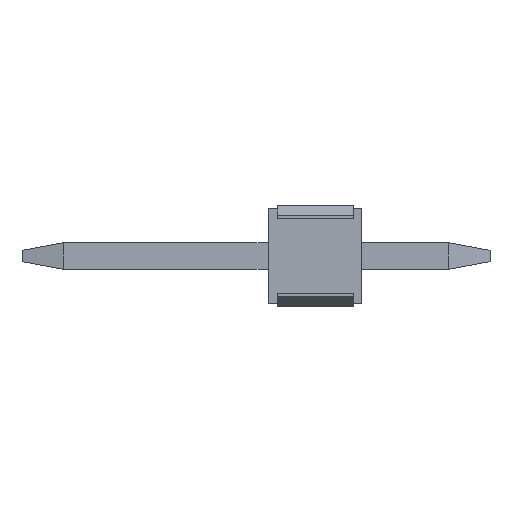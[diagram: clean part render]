
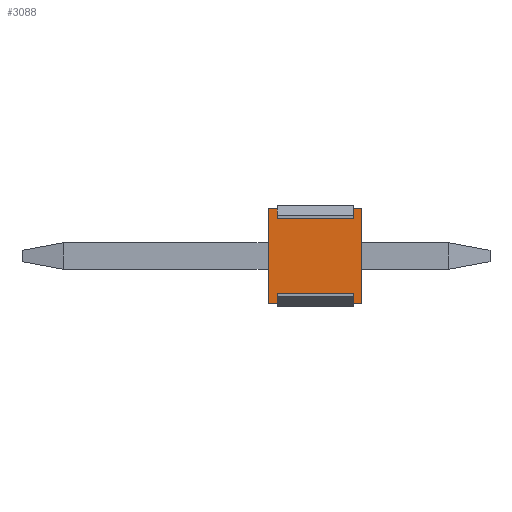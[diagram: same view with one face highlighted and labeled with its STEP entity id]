
A CAD part, left-side view. The second image highlights one B-rep face of the part: STEP entity #3088.
In plain terms, the highlighted planar face has unit normal (-1, 0, 0).
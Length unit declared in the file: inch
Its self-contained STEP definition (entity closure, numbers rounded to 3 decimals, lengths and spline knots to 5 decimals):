
#601=DIRECTION('',(0.,0.,1.));
#602=VECTOR('',#601,0.01);
#603=CARTESIAN_POINT('',(-0.1375,0.037,-0.046));
#604=LINE('',#603,#602);
#605=DIRECTION('',(0.,-1.,0.));
#606=VECTOR('',#605,0.008);
#607=CARTESIAN_POINT('',(-0.1375,0.045,-0.046));
#608=LINE('',#607,#606);
#609=DIRECTION('',(0.,0.,-1.));
#610=VECTOR('',#609,0.092);
#611=CARTESIAN_POINT('',(-0.1375,0.045,0.046));
#612=LINE('',#611,#610);
#613=DIRECTION('',(0.,1.,0.));
#614=VECTOR('',#613,0.008);
#615=CARTESIAN_POINT('',(-0.1375,0.037,0.046));
#616=LINE('',#615,#614);
#617=DIRECTION('',(0.,0.,1.));
#618=VECTOR('',#617,0.01);
#619=CARTESIAN_POINT('',(-0.1375,0.037,0.036));
#620=LINE('',#619,#618);
#621=DIRECTION('',(0.,-1.,0.));
#622=VECTOR('',#621,0.074);
#623=CARTESIAN_POINT('',(-0.1375,0.037,0.036));
#624=LINE('',#623,#622);
#625=DIRECTION('',(0.,0.,1.));
#626=VECTOR('',#625,0.01);
#627=CARTESIAN_POINT('',(-0.1375,-0.037,0.036));
#628=LINE('',#627,#626);
#629=DIRECTION('',(0.,1.,0.));
#630=VECTOR('',#629,0.008);
#631=CARTESIAN_POINT('',(-0.1375,-0.045,0.046));
#632=LINE('',#631,#630);
#633=DIRECTION('',(0.,0.,1.));
#634=VECTOR('',#633,0.092);
#635=CARTESIAN_POINT('',(-0.1375,-0.045,-0.046));
#636=LINE('',#635,#634);
#637=DIRECTION('',(0.,-1.,0.));
#638=VECTOR('',#637,0.008);
#639=CARTESIAN_POINT('',(-0.1375,-0.037,-0.046));
#640=LINE('',#639,#638);
#641=DIRECTION('',(0.,0.,1.));
#642=VECTOR('',#641,0.01);
#643=CARTESIAN_POINT('',(-0.1375,-0.037,-0.046));
#644=LINE('',#643,#642);
#645=DIRECTION('',(0.,-1.,0.));
#646=VECTOR('',#645,0.074);
#647=CARTESIAN_POINT('',(-0.1375,0.037,-0.036));
#648=LINE('',#647,#646);
#1745=CARTESIAN_POINT('',(-0.1375,0.045,0.046));
#1746=CARTESIAN_POINT('',(-0.1375,0.045,-0.046));
#1747=VERTEX_POINT('',#1745);
#1748=VERTEX_POINT('',#1746);
#1749=CARTESIAN_POINT('',(-0.1375,-0.045,-0.046));
#1750=CARTESIAN_POINT('',(-0.1375,-0.045,0.046));
#1751=VERTEX_POINT('',#1749);
#1752=VERTEX_POINT('',#1750);
#1753=CARTESIAN_POINT('',(-0.1375,0.037,-0.036));
#1755=VERTEX_POINT('',#1753);
#1761=CARTESIAN_POINT('',(-0.1375,-0.037,-0.036));
#1763=VERTEX_POINT('',#1761);
#1905=CARTESIAN_POINT('',(-0.1375,0.037,-0.046));
#1906=VERTEX_POINT('',#1905);
#1907=CARTESIAN_POINT('',(-0.1375,0.037,0.036));
#1908=CARTESIAN_POINT('',(-0.1375,0.037,0.046));
#1909=VERTEX_POINT('',#1907);
#1910=VERTEX_POINT('',#1908);
#1911=CARTESIAN_POINT('',(-0.1375,-0.037,-0.046));
#1912=VERTEX_POINT('',#1911);
#1913=CARTESIAN_POINT('',(-0.1375,-0.037,0.036));
#1914=CARTESIAN_POINT('',(-0.1375,-0.037,0.046));
#1915=VERTEX_POINT('',#1913);
#1916=VERTEX_POINT('',#1914);
#3062=CARTESIAN_POINT('',(-0.1375,0.,0.));
#3063=DIRECTION('',(-1.,0.,0.));
#3064=DIRECTION('',(0.,0.,1.));
#3065=AXIS2_PLACEMENT_3D('',#3062,#3063,#3064);
#3066=PLANE('',#3065);
#3067=ORIENTED_EDGE('',*,*,#2344,.F.);
#3068=ORIENTED_EDGE('',*,*,#2831,.F.);
#3069=ORIENTED_EDGE('',*,*,#2709,.F.);
#3070=ORIENTED_EDGE('',*,*,#2568,.F.);
#3071=ORIENTED_EDGE('',*,*,#2410,.F.);
#3073=ORIENTED_EDGE('',*,*,#3072,.T.);
#3075=ORIENTED_EDGE('',*,*,#3074,.T.);
#3077=ORIENTED_EDGE('',*,*,#3076,.F.);
#3079=ORIENTED_EDGE('',*,*,#3078,.F.);
#3081=ORIENTED_EDGE('',*,*,#3080,.F.);
#3083=ORIENTED_EDGE('',*,*,#3082,.T.);
#3085=ORIENTED_EDGE('',*,*,#3084,.F.);
#3086=EDGE_LOOP('',(#3067,#3068,#3069,#3070,#3071,#3073,#3075,#3077,#3079,#3081,
#3083,#3085));
#3087=FACE_OUTER_BOUND('',#3086,.F.);
#3088=ADVANCED_FACE('',(#3087),#3066,.T.);
#2344=EDGE_CURVE('',#1906,#1755,#604,.T.);
#2410=EDGE_CURVE('',#1909,#1910,#620,.T.);
#2568=EDGE_CURVE('',#1910,#1747,#616,.T.);
#2709=EDGE_CURVE('',#1747,#1748,#612,.T.);
#2831=EDGE_CURVE('',#1748,#1906,#608,.T.);
#3072=EDGE_CURVE('',#1909,#1915,#624,.T.);
#3074=EDGE_CURVE('',#1915,#1916,#628,.T.);
#3076=EDGE_CURVE('',#1752,#1916,#632,.T.);
#3078=EDGE_CURVE('',#1751,#1752,#636,.T.);
#3080=EDGE_CURVE('',#1912,#1751,#640,.T.);
#3082=EDGE_CURVE('',#1912,#1763,#644,.T.);
#3084=EDGE_CURVE('',#1755,#1763,#648,.T.);
